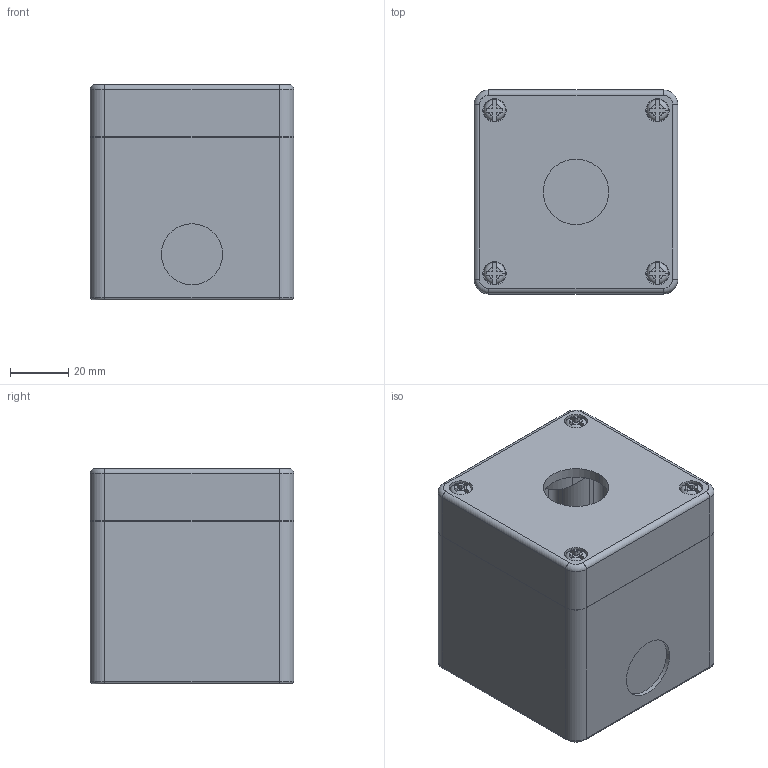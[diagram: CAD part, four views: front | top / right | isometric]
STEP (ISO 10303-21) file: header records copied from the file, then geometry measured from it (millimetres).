
FILE_DESCRIPTION (( 'STEP AP214' ), '1' );
FILE_NAME ('SA104SL.STEP', '2019-09-24T11:31:00', ( '' ), ( '' ), 'SwSTEP 2.0', 'SolidWorks 2017', '' );
FILE_SCHEMA (( 'AUTOMOTIVE_DESIGN' ));
Length unit declared in the file: inch
Products named in the file (1): SA104SL
Bounding box: 70 x 70 x 74.21 mm (x, y, z)
Volume: 116358.5 mm3; surface area: 61354.3 mm2
Topology: 6 solids, 6 shells, 450 faces, 1100 edges, 683 vertices
Faces by surface type: cylinder 178, cone 122, plane 121, torus 29
Entity records: 14241 total; most frequent: CARTESIAN_POINT 2927, DIRECTION 2488, ORIENTED_EDGE 2200, EDGE_CURVE 1100, AXIS2_PLACEMENT_3D 994, VERTEX_POINT 683, CIRCLE 543, VECTOR 500
